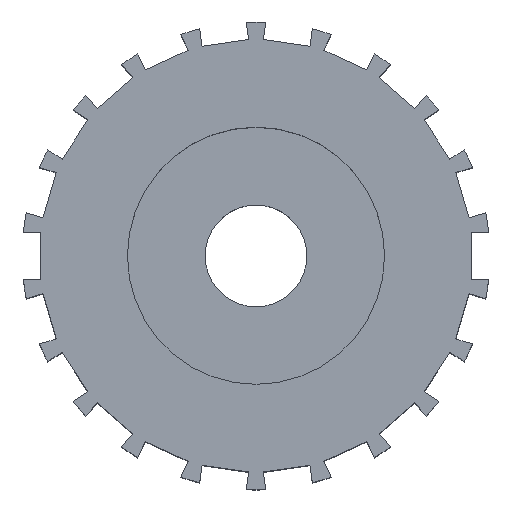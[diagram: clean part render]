
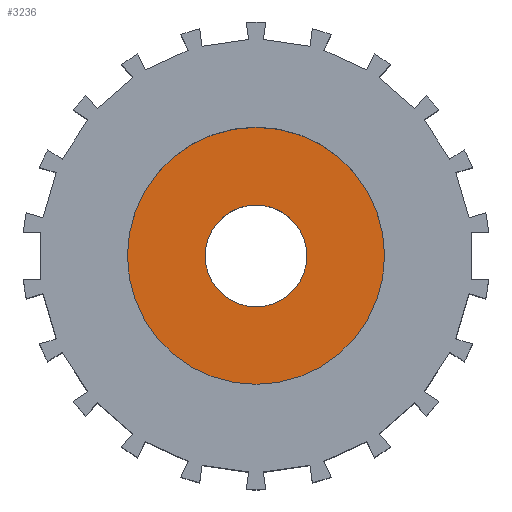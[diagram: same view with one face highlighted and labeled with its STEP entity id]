
A CAD part, top view. The second image highlights one B-rep face of the part: STEP entity #3236.
In plain terms, the highlighted planar face has unit normal (0, 0, 1).
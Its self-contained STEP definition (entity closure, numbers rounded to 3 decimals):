
#3191 = VERTEX_POINT('',#3192);
#3192 = CARTESIAN_POINT('',(4.366,0.,6.35));
#3198 = EDGE_CURVE('',#3191,#3191,#3199,.T.);
#3199 = CIRCLE('',#3200,4.366);
#3200 = AXIS2_PLACEMENT_3D('',#3201,#3202,#3203);
#3201 = CARTESIAN_POINT('',(0.,0.,6.35));
#3202 = DIRECTION('',(0.,0.,1.));
#3203 = DIRECTION('',(1.,0.,0.));
#3236 = ADVANCED_FACE('',(#3237,#3240),#3251,.T.);
#3237 = FACE_BOUND('',#3238,.T.);
#3238 = EDGE_LOOP('',(#3239));
#3239 = ORIENTED_EDGE('',*,*,#3198,.T.);
#3240 = FACE_BOUND('',#3241,.F.);
#3241 = EDGE_LOOP('',(#3242));
#3242 = ORIENTED_EDGE('',*,*,#3243,.T.);
#3243 = EDGE_CURVE('',#3244,#3244,#3246,.T.);
#3244 = VERTEX_POINT('',#3245);
#3245 = CARTESIAN_POINT('',(1.727,0.,6.35));
#3246 = CIRCLE('',#3247,1.727);
#3247 = AXIS2_PLACEMENT_3D('',#3248,#3249,#3250);
#3248 = CARTESIAN_POINT('',(0.,0.,6.35));
#3249 = DIRECTION('',(0.,0.,1.));
#3250 = DIRECTION('',(1.,0.,0.));
#3251 = PLANE('',#3252);
#3252 = AXIS2_PLACEMENT_3D('',#3253,#3254,#3255);
#3253 = CARTESIAN_POINT('',(0.,0.,6.35));
#3254 = DIRECTION('',(0.,0.,1.));
#3255 = DIRECTION('',(1.,0.,0.));
